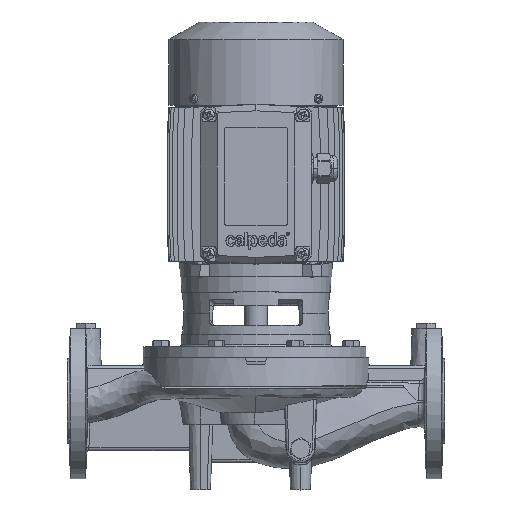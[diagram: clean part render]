
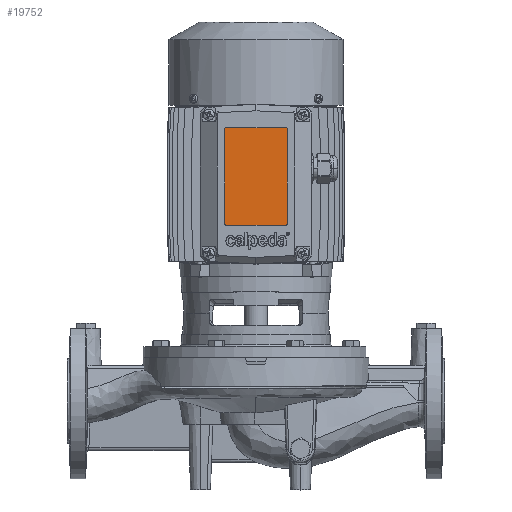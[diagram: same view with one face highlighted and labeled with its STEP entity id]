
A CAD part, top view. The second image highlights one B-rep face of the part: STEP entity #19752.
In plain terms, the highlighted face is planar.
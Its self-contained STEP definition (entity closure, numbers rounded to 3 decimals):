
#420 = PLANE ( 'NONE',  #131921 ) ;
#979 = CARTESIAN_POINT ( 'NONE',  ( 27., 127., 208.862 ) ) ;
#1637 = DIRECTION ( 'NONE',  ( 0., 0., 1. ) ) ;
#2195 = CARTESIAN_POINT ( 'NONE',  ( -27., 127., 122.862 ) ) ;
#3381 = DIRECTION ( 'NONE',  ( -1., 0., 0. ) ) ;
#6927 = CARTESIAN_POINT ( 'NONE',  ( -28., 127., 208.862 ) ) ;
#7316 = ORIENTED_EDGE ( 'NONE', *, *, #34541, .F. ) ;
#10877 = AXIS2_PLACEMENT_3D ( 'NONE', #2195, #98123, #43980 ) ;
#13455 = CIRCLE ( 'NONE', #127294, 1. ) ;
#19567 = ORIENTED_EDGE ( 'NONE', *, *, #110963, .T. ) ;
#19752 = ADVANCED_FACE ( 'NONE', ( #52519 ), #420, .T. ) ;
#22195 = DIRECTION ( 'NONE',  ( 0., 0., 1. ) ) ;
#22211 = DIRECTION ( 'NONE',  ( 0., 1., 0. ) ) ;
#23027 = DIRECTION ( 'NONE',  ( 0., 1., 0. ) ) ;
#23545 = DIRECTION ( 'NONE',  ( 0., 1., 0. ) ) ;
#23931 = LINE ( 'NONE', #55478, #131239 ) ;
#27269 = DIRECTION ( 'NONE',  ( 0., 0., -1. ) ) ;
#30584 = CARTESIAN_POINT ( 'NONE',  ( 28.011, 127., 209.873 ) ) ;
#33910 = CARTESIAN_POINT ( 'NONE',  ( 27., 127., 122.862 ) ) ;
#34541 = EDGE_CURVE ( 'NONE', #130418, #69428, #67753, .T. ) ;
#40837 = EDGE_LOOP ( 'NONE', ( #117535, #45194, #19567, #59097, #113406, #7316, #64757, #44351 ) ) ;
#42551 = VERTEX_POINT ( 'NONE', #132814 ) ;
#42772 = DIRECTION ( 'NONE',  ( 0., 0., 1. ) ) ;
#43980 = DIRECTION ( 'NONE',  ( 0., 0., 1. ) ) ;
#44351 = ORIENTED_EDGE ( 'NONE', *, *, #99976, .F. ) ;
#45194 = ORIENTED_EDGE ( 'NONE', *, *, #50836, .F. ) ;
#49573 = CARTESIAN_POINT ( 'NONE',  ( 28., 127., 208.862 ) ) ;
#50836 = EDGE_CURVE ( 'NONE', #91120, #68492, #55090, .T. ) ;
#52368 = EDGE_CURVE ( 'NONE', #52848, #68492, #124081, .T. ) ;
#52519 = FACE_OUTER_BOUND ( 'NONE', #40837, .T. ) ;
#52848 = VERTEX_POINT ( 'NONE', #63183 ) ;
#53575 = EDGE_CURVE ( 'NONE', #130418, #110156, #87005, .T. ) ;
#55090 = LINE ( 'NONE', #116145, #135314 ) ;
#55223 = VERTEX_POINT ( 'NONE', #103699 ) ;
#55478 = CARTESIAN_POINT ( 'NONE',  ( -27., 127., 209.862 ) ) ;
#55845 = DIRECTION ( 'NONE',  ( 0., 0., 1. ) ) ;
#59097 = ORIENTED_EDGE ( 'NONE', *, *, #83500, .F. ) ;
#63183 = CARTESIAN_POINT ( 'NONE',  ( 27., 127., 209.862 ) ) ;
#63739 = CARTESIAN_POINT ( 'NONE',  ( -27., 127., 209.862 ) ) ;
#64757 = ORIENTED_EDGE ( 'NONE', *, *, #53575, .T. ) ;
#66704 = CARTESIAN_POINT ( 'NONE',  ( -27., 127., 208.862 ) ) ;
#66712 = VECTOR ( 'NONE', #76699, 1000. ) ;
#67753 = LINE ( 'NONE', #89673, #75451 ) ;
#68492 = VERTEX_POINT ( 'NONE', #49573 ) ;
#69428 = VERTEX_POINT ( 'NONE', #99846 ) ;
#73786 = AXIS2_PLACEMENT_3D ( 'NONE', #66704, #23545, #1637 ) ;
#75451 = VECTOR ( 'NONE', #27269, 1000. ) ;
#76699 = DIRECTION ( 'NONE',  ( 1., 0., 0. ) ) ;
#83500 = EDGE_CURVE ( 'NONE', #42551, #55223, #108876, .T. ) ;
#87005 = CIRCLE ( 'NONE', #73786, 1. ) ;
#89673 = CARTESIAN_POINT ( 'NONE',  ( -28., 127., 208.862 ) ) ;
#91120 = VERTEX_POINT ( 'NONE', #123435 ) ;
#97763 = AXIS2_PLACEMENT_3D ( 'NONE', #979, #22211, #42772 ) ;
#98123 = DIRECTION ( 'NONE',  ( 0., 1., 0. ) ) ;
#99846 = CARTESIAN_POINT ( 'NONE',  ( -28., 127., 122.862 ) ) ;
#99976 = EDGE_CURVE ( 'NONE', #52848, #110156, #23931, .T. ) ;
#103699 = CARTESIAN_POINT ( 'NONE',  ( 27., 127., 121.862 ) ) ;
#104761 = EDGE_CURVE ( 'NONE', #42551, #69428, #111548, .T. ) ;
#108876 = LINE ( 'NONE', #127451, #66712 ) ;
#110156 = VERTEX_POINT ( 'NONE', #63739 ) ;
#110963 = EDGE_CURVE ( 'NONE', #91120, #55223, #13455, .T. ) ;
#111548 = CIRCLE ( 'NONE', #10877, 1. ) ;
#113406 = ORIENTED_EDGE ( 'NONE', *, *, #104761, .T. ) ;
#116145 = CARTESIAN_POINT ( 'NONE',  ( 28., 127., 122.862 ) ) ;
#117535 = ORIENTED_EDGE ( 'NONE', *, *, #52368, .T. ) ;
#117587 = DIRECTION ( 'NONE',  ( 0., 1., 0. ) ) ;
#123435 = CARTESIAN_POINT ( 'NONE',  ( 28., 127., 122.862 ) ) ;
#124081 = CIRCLE ( 'NONE', #97763, 1. ) ;
#127294 = AXIS2_PLACEMENT_3D ( 'NONE', #33910, #117587, #55845 ) ;
#127451 = CARTESIAN_POINT ( 'NONE',  ( 27., 127., 121.862 ) ) ;
#130418 = VERTEX_POINT ( 'NONE', #6927 ) ;
#131239 = VECTOR ( 'NONE', #3381, 1000. ) ;
#131921 = AXIS2_PLACEMENT_3D ( 'NONE', #30584, #23027, #135469 ) ;
#132814 = CARTESIAN_POINT ( 'NONE',  ( -27., 127., 121.862 ) ) ;
#135314 = VECTOR ( 'NONE', #22195, 1000. ) ;
#135469 = DIRECTION ( 'NONE',  ( 0., 0., 1. ) ) ;
